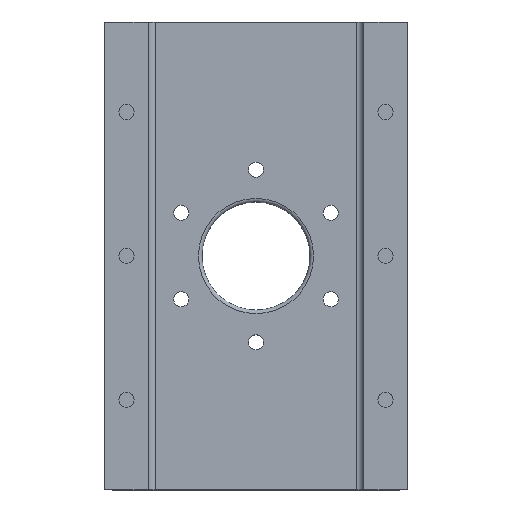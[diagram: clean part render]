
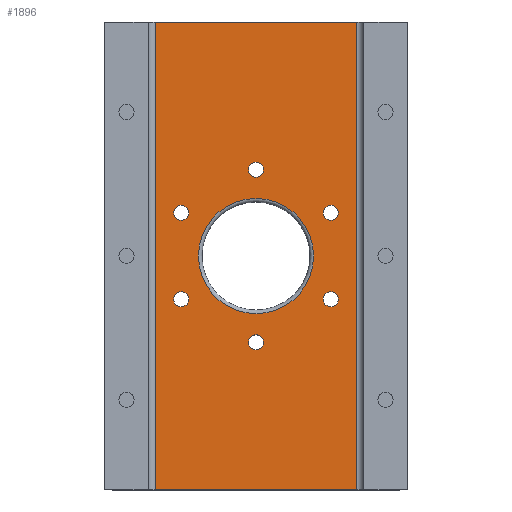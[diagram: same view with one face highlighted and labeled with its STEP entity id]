
A CAD part, top view. The second image highlights one B-rep face of the part: STEP entity #1896.
In plain terms, the highlighted planar face has unit normal (0, 0, 1).
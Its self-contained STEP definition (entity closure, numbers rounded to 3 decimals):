
#66=LINE('',#2790,#126);
#70=LINE('',#2812,#130);
#74=LINE('',#2841,#134);
#75=LINE('',#2842,#135);
#126=VECTOR('',#2373,1000.);
#130=VECTOR('',#2395,1000.);
#134=VECTOR('',#2429,1000.);
#135=VECTOR('',#2430,1000.);
#157=PLANE('',#2071);
#352=ORIENTED_EDGE('',*,*,#612,.T.);
#353=ORIENTED_EDGE('',*,*,#568,.F.);
#354=ORIENTED_EDGE('',*,*,#570,.F.);
#355=ORIENTED_EDGE('',*,*,#572,.F.);
#356=ORIENTED_EDGE('',*,*,#574,.F.);
#357=ORIENTED_EDGE('',*,*,#576,.F.);
#358=ORIENTED_EDGE('',*,*,#613,.F.);
#359=ORIENTED_EDGE('',*,*,#587,.F.);
#360=ORIENTED_EDGE('',*,*,#614,.T.);
#361=ORIENTED_EDGE('',*,*,#599,.F.);
#362=ORIENTED_EDGE('',*,*,#615,.T.);
#568=EDGE_CURVE('',#712,#712,#804,.T.);
#570=EDGE_CURVE('',#714,#714,#806,.T.);
#572=EDGE_CURVE('',#716,#716,#808,.T.);
#574=EDGE_CURVE('',#718,#718,#810,.T.);
#576=EDGE_CURVE('',#720,#720,#812,.T.);
#587=EDGE_CURVE('',#728,#729,#66,.T.);
#599=EDGE_CURVE('',#737,#738,#70,.T.);
#612=EDGE_CURVE('',#746,#746,#838,.F.);
#613=EDGE_CURVE('',#747,#747,#839,.T.);
#614=EDGE_CURVE('',#728,#738,#74,.F.);
#615=EDGE_CURVE('',#737,#729,#75,.T.);
#712=VERTEX_POINT('',#2750);
#714=VERTEX_POINT('',#2755);
#716=VERTEX_POINT('',#2760);
#718=VERTEX_POINT('',#2765);
#720=VERTEX_POINT('',#2770);
#728=VERTEX_POINT('',#2789);
#729=VERTEX_POINT('',#2791);
#737=VERTEX_POINT('',#2811);
#738=VERTEX_POINT('',#2813);
#746=VERTEX_POINT('',#2838);
#747=VERTEX_POINT('',#2840);
#804=CIRCLE('',#2028,2.1);
#806=CIRCLE('',#2031,2.1);
#808=CIRCLE('',#2034,2.1);
#810=CIRCLE('',#2037,2.1);
#812=CIRCLE('',#2040,2.1);
#838=CIRCLE('',#2072,16.);
#839=CIRCLE('',#2073,2.1);
#933=EDGE_LOOP('',(#352));
#934=EDGE_LOOP('',(#353));
#935=EDGE_LOOP('',(#354));
#936=EDGE_LOOP('',(#355));
#937=EDGE_LOOP('',(#356));
#938=EDGE_LOOP('',(#357));
#939=EDGE_LOOP('',(#358));
#940=EDGE_LOOP('',(#359,#360,#361,#362));
#1107=FACE_BOUND('',#933,.T.);
#1108=FACE_BOUND('',#934,.T.);
#1109=FACE_BOUND('',#935,.T.);
#1110=FACE_BOUND('',#936,.T.);
#1111=FACE_BOUND('',#937,.T.);
#1112=FACE_BOUND('',#938,.T.);
#1113=FACE_BOUND('',#939,.T.);
#1114=FACE_BOUND('',#940,.T.);
#1896=ADVANCED_FACE('',(#1107,#1108,#1109,#1110,#1111,#1112,#1113,#1114),
#157,.T.);
#2028=AXIS2_PLACEMENT_3D('',#2749,#2327,#2328);
#2031=AXIS2_PLACEMENT_3D('',#2754,#2333,#2334);
#2034=AXIS2_PLACEMENT_3D('',#2759,#2339,#2340);
#2037=AXIS2_PLACEMENT_3D('',#2764,#2345,#2346);
#2040=AXIS2_PLACEMENT_3D('',#2769,#2351,#2352);
#2071=AXIS2_PLACEMENT_3D('',#2836,#2423,#2424);
#2072=AXIS2_PLACEMENT_3D('',#2837,#2425,#2426);
#2073=AXIS2_PLACEMENT_3D('',#2839,#2427,#2428);
#2327=DIRECTION('',(0.,0.,1.));
#2328=DIRECTION('',(0.5,0.866,0.));
#2333=DIRECTION('',(0.,0.,1.));
#2334=DIRECTION('',(-0.5,0.866,0.));
#2339=DIRECTION('',(0.,0.,1.));
#2340=DIRECTION('',(-1.,0.,0.));
#2345=DIRECTION('',(0.,0.,1.));
#2346=DIRECTION('',(-0.5,-0.866,0.));
#2351=DIRECTION('',(0.,0.,1.));
#2352=DIRECTION('',(0.5,-0.866,0.));
#2373=DIRECTION('',(1.,0.,0.));
#2395=DIRECTION('',(-1.,0.,0.));
#2423=DIRECTION('',(0.,0.,1.));
#2424=DIRECTION('',(1.,0.,0.));
#2425=DIRECTION('',(0.,0.,1.));
#2426=DIRECTION('',(1.,0.,0.));
#2427=DIRECTION('',(0.,0.,1.));
#2428=DIRECTION('',(1.,0.,0.));
#2429=DIRECTION('',(0.,1.,0.));
#2430=DIRECTION('',(0.,1.,0.));
#2749=CARTESIAN_POINT('',(-20.785,12.,12.));
#2750=CARTESIAN_POINT('',(-19.735,13.819,12.));
#2754=CARTESIAN_POINT('',(-20.785,-12.,12.));
#2755=CARTESIAN_POINT('',(-21.835,-10.181,12.));
#2759=CARTESIAN_POINT('',(0.,-24.,12.));
#2760=CARTESIAN_POINT('',(-2.1,-24.,12.));
#2764=CARTESIAN_POINT('',(20.785,-12.,12.));
#2765=CARTESIAN_POINT('',(19.735,-13.819,12.));
#2769=CARTESIAN_POINT('',(20.785,12.,12.));
#2770=CARTESIAN_POINT('',(21.835,10.181,12.));
#2789=CARTESIAN_POINT('',(-28.,65.,12.));
#2790=CARTESIAN_POINT('',(-30.,65.,12.));
#2791=CARTESIAN_POINT('',(28.,65.,12.));
#2811=CARTESIAN_POINT('',(28.,-65.,12.));
#2812=CARTESIAN_POINT('',(42.,-65.,12.));
#2813=CARTESIAN_POINT('',(-28.,-65.,12.));
#2836=CARTESIAN_POINT('',(-30.,-110.283,12.));
#2837=CARTESIAN_POINT('',(0.,0.,12.));
#2838=CARTESIAN_POINT('',(16.,0.,12.));
#2839=CARTESIAN_POINT('',(0.,24.,12.));
#2840=CARTESIAN_POINT('',(2.1,24.,12.));
#2841=CARTESIAN_POINT('',(-28.,-65.,12.));
#2842=CARTESIAN_POINT('',(28.,65.,12.));
